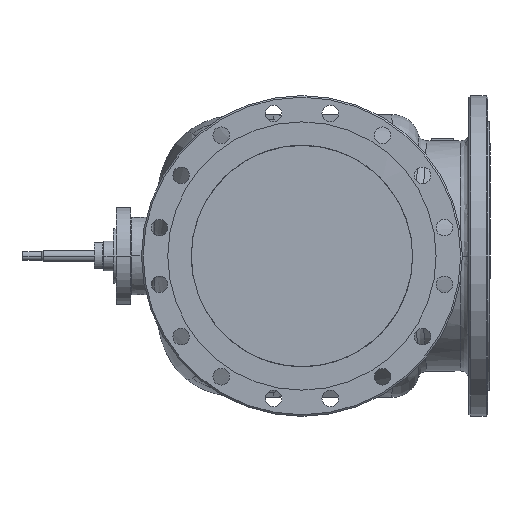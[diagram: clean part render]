
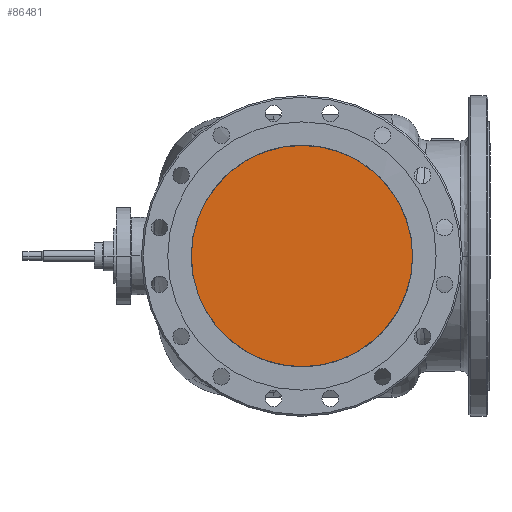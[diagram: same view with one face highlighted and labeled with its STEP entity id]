
A CAD part, left-side view. The second image highlights one B-rep face of the part: STEP entity #86481.
In plain terms, the highlighted planar face has unit normal (-1, 0, 0).
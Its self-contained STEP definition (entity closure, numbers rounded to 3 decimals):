
#3009 = CIRCLE ( 'NONE', #7771, 199.969 ) ;
#5824 = DIRECTION ( 'NONE',  ( 1., 0., 0. ) ) ;
#7771 = AXIS2_PLACEMENT_3D ( 'NONE', #112833, #18151, #81899 ) ;
#10408 = CARTESIAN_POINT ( 'NONE',  ( -433., 163.964, -0.046 ) ) ;
#10442 = ORIENTED_EDGE ( 'NONE', *, *, #87075, .F. ) ;
#18151 = DIRECTION ( 'NONE',  ( 1., 0., 0. ) ) ;
#20100 = DIRECTION ( 'NONE',  ( 1., 0., 0. ) ) ;
#20212 = CIRCLE ( 'NONE', #68122, 199.969 ) ;
#36252 = EDGE_CURVE ( 'NONE', #87783, #115524, #20212, .T. ) ;
#37182 = ORIENTED_EDGE ( 'NONE', *, *, #36252, .F. ) ;
#47866 = CARTESIAN_POINT ( 'NONE',  ( -433., 163.964, -0.046 ) ) ;
#52892 = PLANE ( 'NONE',  #133418 ) ;
#61921 = CARTESIAN_POINT ( 'NONE',  ( -433., 163.964, -200.015 ) ) ;
#68122 = AXIS2_PLACEMENT_3D ( 'NONE', #47866, #5824, #124468 ) ;
#81899 = DIRECTION ( 'NONE',  ( 0., 0., -1. ) ) ;
#83346 = CARTESIAN_POINT ( 'NONE',  ( -433., 163.964, 199.923 ) ) ;
#86481 = ADVANCED_FACE ( 'NONE', ( #103833 ), #52892, .F. ) ;
#87075 = EDGE_CURVE ( 'NONE', #115524, #87783, #3009, .T. ) ;
#87783 = VERTEX_POINT ( 'NONE', #83346 ) ;
#103833 = FACE_OUTER_BOUND ( 'NONE', #124310, .T. ) ;
#112833 = CARTESIAN_POINT ( 'NONE',  ( -433., 163.964, -0.046 ) ) ;
#115524 = VERTEX_POINT ( 'NONE', #61921 ) ;
#115701 = DIRECTION ( 'NONE',  ( 0., 0., -1. ) ) ;
#124310 = EDGE_LOOP ( 'NONE', ( #10442, #37182 ) ) ;
#124468 = DIRECTION ( 'NONE',  ( 0., 0., -1. ) ) ;
#133418 = AXIS2_PLACEMENT_3D ( 'NONE', #10408, #20100, #115701 ) ;
